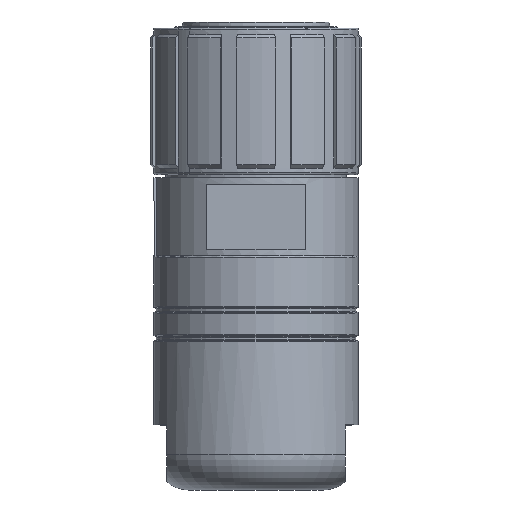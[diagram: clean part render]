
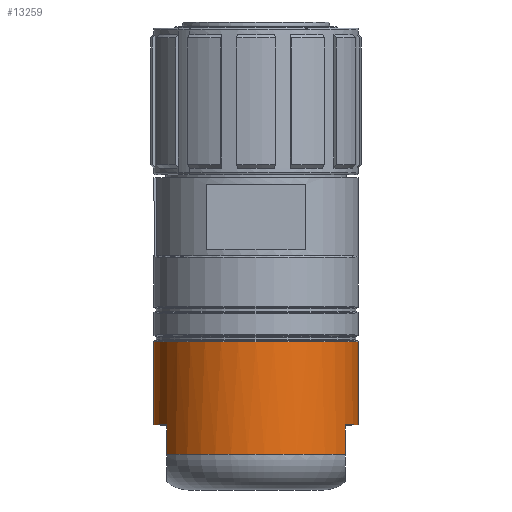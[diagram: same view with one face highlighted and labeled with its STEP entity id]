
A CAD part, left-side view. The second image highlights one B-rep face of the part: STEP entity #13259.
In plain terms, the highlighted cylindrical face has radius 31.5 mm (diameter 63 mm), a partial arc.
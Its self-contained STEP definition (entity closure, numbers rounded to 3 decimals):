
#2985=CARTESIAN_POINT('',(0.,0.,-96.895));
#2986=DIRECTION('',(0.,0.,1.));
#2987=DIRECTION('',(0.,1.,0.));
#2988=AXIS2_PLACEMENT_3D('',#2985,#2986,#2987);
#2995=DIRECTION('',(0.,0.,-1.));
#2996=VECTOR('',#2995,25.555);
#2997=CARTESIAN_POINT('',(0.,-31.5,-96.895));
#2998=LINE('',#2997,#2996);
#2999=DIRECTION('',(0.,0.,-1.));
#3000=VECTOR('',#2999,25.555);
#3001=CARTESIAN_POINT('',(0.,31.5,-96.895));
#3002=LINE('',#3001,#3000);
#3012=CARTESIAN_POINT('',(0.,0.,-122.45));
#3013=DIRECTION('',(0.,0.,1.));
#3014=DIRECTION('',(0.,1.,0.));
#3015=AXIS2_PLACEMENT_3D('',#3012,#3013,#3014);
#3039=DIRECTION('',(0.,0.,1.));
#3040=VECTOR('',#3039,9.);
#3041=CARTESIAN_POINT('',(-15.362,27.5,-131.45));
#3042=LINE('',#3041,#3040);
#3061=CARTESIAN_POINT('',(-15.362,27.5,-131.45));
#3078=CARTESIAN_POINT('',(0.,0.,-131.45));
#3079=DIRECTION('',(0.,0.,-1.));
#3080=DIRECTION('',(-0.488,-0.873,0.));
#3081=AXIS2_PLACEMENT_3D('',#3078,#3079,#3080);
#3098=CARTESIAN_POINT('',(-15.362,-27.5,-131.45));
#3161=DIRECTION('',(0.,0.,1.));
#3162=VECTOR('',#3161,9.);
#3163=CARTESIAN_POINT('',(-15.362,-27.5,-131.45));
#3164=LINE('',#3163,#3162);
#3183=CARTESIAN_POINT('',(0.,0.,-122.45));
#3184=DIRECTION('',(0.,0.,1.));
#3185=DIRECTION('',(-0.488,-0.873,0.));
#3186=AXIS2_PLACEMENT_3D('',#3183,#3184,#3185);
#8112=VERTEX_POINT('',#3098);
#8113=VERTEX_POINT('',#3061);
#8114=CARTESIAN_POINT('',(0.,-31.5,-122.45));
#8116=VERTEX_POINT('',#8114);
#8119=CARTESIAN_POINT('',(0.,31.5,-122.45));
#8121=VERTEX_POINT('',#8119);
#8122=CARTESIAN_POINT('',(-15.362,27.5,-122.45));
#8123=VERTEX_POINT('',#8122);
#8124=CARTESIAN_POINT('',(-15.362,-27.5,-122.45));
#8125=VERTEX_POINT('',#8124);
#8162=CARTESIAN_POINT('',(0.,31.5,-96.895));
#8163=CARTESIAN_POINT('',(0.,-31.5,-96.895));
#8164=VERTEX_POINT('',#8162);
#8165=VERTEX_POINT('',#8163);
#13237=CARTESIAN_POINT('',(0.,0.,-146.05));
#13238=DIRECTION('',(0.,0.,1.));
#13239=DIRECTION('',(0.,1.,0.));
#13240=AXIS2_PLACEMENT_3D('',#13237,#13238,#13239);
#13241=CYLINDRICAL_SURFACE('',#13240,31.5);
#13242=ORIENTED_EDGE('',*,*,#13219,.T.);
#13244=ORIENTED_EDGE('',*,*,#13243,.T.);
#13246=ORIENTED_EDGE('',*,*,#13245,.F.);
#13248=ORIENTED_EDGE('',*,*,#13247,.F.);
#13250=ORIENTED_EDGE('',*,*,#13249,.T.);
#13252=ORIENTED_EDGE('',*,*,#13251,.T.);
#13254=ORIENTED_EDGE('',*,*,#13253,.F.);
#13256=ORIENTED_EDGE('',*,*,#13255,.F.);
#13257=EDGE_LOOP('',(#13242,#13244,#13246,#13248,#13250,#13252,#13254,#13256));
#13258=FACE_OUTER_BOUND('',#13257,.F.);
#2989=CIRCLE('',#2988,31.5);
#3016=CIRCLE('',#3015,31.5);
#3082=CIRCLE('',#3081,31.5);
#3187=CIRCLE('',#3186,31.5);
#13219=EDGE_CURVE('',#8164,#8165,#2989,.T.);
#13243=EDGE_CURVE('',#8165,#8116,#2998,.T.);
#13245=EDGE_CURVE('',#8125,#8116,#3187,.T.);
#13247=EDGE_CURVE('',#8112,#8125,#3164,.T.);
#13249=EDGE_CURVE('',#8112,#8113,#3082,.T.);
#13251=EDGE_CURVE('',#8113,#8123,#3042,.T.);
#13253=EDGE_CURVE('',#8121,#8123,#3016,.T.);
#13255=EDGE_CURVE('',#8164,#8121,#3002,.T.);
#13259=ADVANCED_FACE('',(#13258),#13241,.T.);
